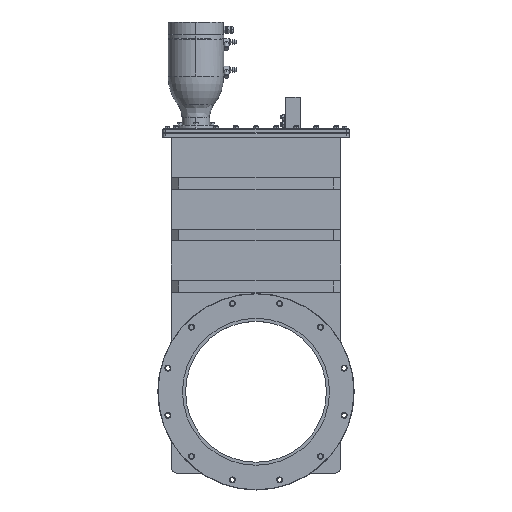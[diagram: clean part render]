
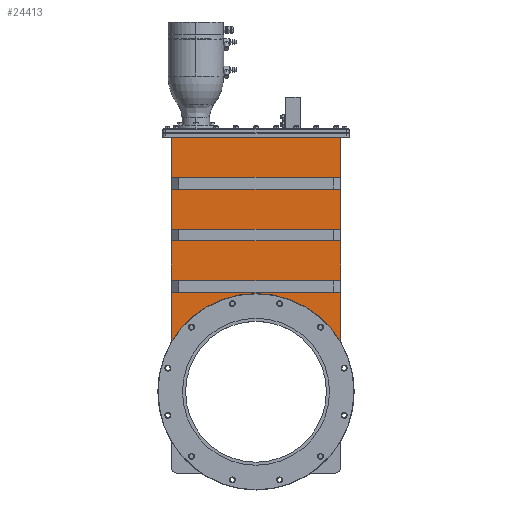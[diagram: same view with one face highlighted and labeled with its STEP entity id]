
A CAD part, top view. The second image highlights one B-rep face of the part: STEP entity #24413.
In plain terms, the highlighted planar face has unit normal (0, 0, 1).
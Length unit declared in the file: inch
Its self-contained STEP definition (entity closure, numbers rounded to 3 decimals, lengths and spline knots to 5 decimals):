
#427 = CARTESIAN_POINT ( 'NONE',  ( 7.182, 13.865, 0.827 ) ) ;
#428 = CARTESIAN_POINT ( 'NONE',  ( -7.182, 13.865, 0.827 ) ) ;
#429 = DIRECTION ( 'NONE',  ( 1., 0., 0. ) ) ;
#430 = VECTOR ( 'NONE', #429, 39.37008 ) ;
#431 = CARTESIAN_POINT ( 'NONE',  ( 0., 13.865, 0.827 ) ) ;
#432 = LINE ( 'NONE', #431, #430 ) ;
#554 = DIRECTION ( 'NONE',  ( 0., 1., 0. ) ) ;
#555 = VECTOR ( 'NONE', #554, 39.37008 ) ;
#556 = CARTESIAN_POINT ( 'NONE',  ( -7.182, 0., 0.827 ) ) ;
#557 = LINE ( 'NONE', #556, #555 ) ;
#558 = DIRECTION ( 'NONE',  ( 1., 0., 0. ) ) ;
#559 = DIRECTION ( 'NONE',  ( 0., 0., 1. ) ) ;
#560 = CARTESIAN_POINT ( 'NONE',  ( 0., 0., 0.827 ) ) ;
#561 = AXIS2_PLACEMENT_3D ( 'NONE', #560, #559, #558 ) ;
#562 = PLANE ( 'NONE',  #561 ) ;
#564 = FACE_OUTER_BOUND ( 'NONE', #24396, .T. ) ;
#565 = FACE_BOUND ( 'NONE', #24404, .T. ) ;
#566 = FACE_BOUND ( 'NONE', #24409, .T. ) ;
#567 = FACE_BOUND ( 'NONE', #24415, .T. ) ;
#591 = CARTESIAN_POINT ( 'NONE',  ( -7.182, 18.265, 0.827 ) ) ;
#592 = DIRECTION ( 'NONE',  ( 1., 0., 0. ) ) ;
#593 = VECTOR ( 'NONE', #592, 39.37008 ) ;
#594 = CARTESIAN_POINT ( 'NONE',  ( 0., 18.265, 0.827 ) ) ;
#595 = LINE ( 'NONE', #594, #593 ) ;
#601 = DIRECTION ( 'NONE',  ( -1., 0., 0. ) ) ;
#602 = VECTOR ( 'NONE', #601, 39.37008 ) ;
#603 = CARTESIAN_POINT ( 'NONE',  ( 0., 17.265, 0.827 ) ) ;
#604 = LINE ( 'NONE', #603, #602 ) ;
#609 = CARTESIAN_POINT ( 'NONE',  ( -7.182, 17.265, 0.827 ) ) ;
#681 = CARTESIAN_POINT ( 'NONE',  ( 7.182, 18.265, 0.827 ) ) ;
#763 = CARTESIAN_POINT ( 'NONE',  ( 7.182, 17.265, 0.827 ) ) ;
#768 = DIRECTION ( 'NONE',  ( 0., -1., 0. ) ) ;
#769 = VECTOR ( 'NONE', #768, 39.37008 ) ;
#770 = CARTESIAN_POINT ( 'NONE',  ( 7.182, 0., 0.827 ) ) ;
#771 = LINE ( 'NONE', #770, #769 ) ;
#879 = CARTESIAN_POINT ( 'NONE',  ( -7.182, 12.865, 0.827 ) ) ;
#1059 = DIRECTION ( 'NONE',  ( -1., 0., 0. ) ) ;
#1060 = VECTOR ( 'NONE', #1059, 39.37008 ) ;
#1061 = CARTESIAN_POINT ( 'NONE',  ( 0., 12.865, 0.827 ) ) ;
#1062 = LINE ( 'NONE', #1061, #1060 ) ;
#1091 = DIRECTION ( 'NONE',  ( 0., 1., 0. ) ) ;
#1092 = VECTOR ( 'NONE', #1091, 39.37008 ) ;
#1093 = CARTESIAN_POINT ( 'NONE',  ( -7.182, 0., 0.827 ) ) ;
#1094 = LINE ( 'NONE', #1093, #1092 ) ;
#1101 = DIRECTION ( 'NONE',  ( -1., 0., 0. ) ) ;
#1102 = VECTOR ( 'NONE', #1101, 39.37008 ) ;
#1103 = CARTESIAN_POINT ( 'NONE',  ( 0., 8.465, 0.827 ) ) ;
#1104 = LINE ( 'NONE', #1103, #1102 ) ;
#1109 = CARTESIAN_POINT ( 'NONE',  ( 7.182, 8.465, 0.827 ) ) ;
#1121 = DIRECTION ( 'NONE',  ( 0., -1., 0. ) ) ;
#1122 = VECTOR ( 'NONE', #1121, 39.37008 ) ;
#1123 = CARTESIAN_POINT ( 'NONE',  ( 7.182, 0., 0.827 ) ) ;
#1124 = LINE ( 'NONE', #1123, #1122 ) ;
#1216 = CARTESIAN_POINT ( 'NONE',  ( 0., 8.345, 0.827 ) ) ;
#1244 = DIRECTION ( 'NONE',  ( 1., 0., 0. ) ) ;
#1245 = VECTOR ( 'NONE', #1244, 39.37008 ) ;
#1246 = CARTESIAN_POINT ( 'NONE',  ( 0., 9.465, 0.827 ) ) ;
#1247 = LINE ( 'NONE', #1246, #1245 ) ;
#1248 = CARTESIAN_POINT ( 'NONE',  ( 7.182, 9.465, 0.827 ) ) ;
#1249 = CARTESIAN_POINT ( 'NONE',  ( -7.182, 9.465, 0.827 ) ) ;
#1396 = DIRECTION ( 'NONE',  ( 0., 1., 0. ) ) ;
#1397 = VECTOR ( 'NONE', #1396, 39.37008 ) ;
#1398 = CARTESIAN_POINT ( 'NONE',  ( 7.202, 0., 0.827 ) ) ;
#1399 = LINE ( 'NONE', #1398, #1397 ) ;
#1443 = DIRECTION ( 'NONE',  ( 1., 0., 0. ) ) ;
#1444 = DIRECTION ( 'NONE',  ( 0., 0., -1. ) ) ;
#1445 = CARTESIAN_POINT ( 'NONE',  ( 0., 0., 0.827 ) ) ;
#1446 = AXIS2_PLACEMENT_3D ( 'NONE', #1445, #1444, #1443 ) ;
#1447 = CIRCLE ( 'NONE', #1446, 8.345 ) ;
#1499 = DIRECTION ( 'NONE',  ( 1., 0., 0. ) ) ;
#1500 = DIRECTION ( 'NONE',  ( 0., 0., -1. ) ) ;
#1501 = CARTESIAN_POINT ( 'NONE',  ( 0., 0., 0.827 ) ) ;
#1502 = AXIS2_PLACEMENT_3D ( 'NONE', #1501, #1500, #1499 ) ;
#1503 = CIRCLE ( 'NONE', #1502, 8.345 ) ;
#4115 = CARTESIAN_POINT ( 'NONE',  ( 7.202, 4.21547, 0.827 ) ) ;
#10190 = DIRECTION ( 'NONE',  ( -1., 0., 0. ) ) ;
#10191 = VECTOR ( 'NONE', #10190, 39.37008 ) ;
#10192 = CARTESIAN_POINT ( 'NONE',  ( 0., 21.667, 0.827 ) ) ;
#10193 = LINE ( 'NONE', #10192, #10191 ) ;
#10204 = CARTESIAN_POINT ( 'NONE',  ( 7.202, 21.667, 0.827 ) ) ;
#10221 = DIRECTION ( 'NONE',  ( 0., -1., 0. ) ) ;
#10222 = VECTOR ( 'NONE', #10221, 39.37008 ) ;
#10223 = CARTESIAN_POINT ( 'NONE',  ( -7.202, 0., 0.827 ) ) ;
#10224 = LINE ( 'NONE', #10223, #10222 ) ;
#10240 = CARTESIAN_POINT ( 'NONE',  ( -7.202, 21.667, 0.827 ) ) ;
#10611 = DIRECTION ( 'NONE',  ( 0., -1., 0. ) ) ;
#10612 = VECTOR ( 'NONE', #10611, 39.37008 ) ;
#10613 = CARTESIAN_POINT ( 'NONE',  ( 7.182, 0., 0.827 ) ) ;
#10618 = LINE ( 'NONE', #10613, #10612 ) ;
#10620 = CARTESIAN_POINT ( 'NONE',  ( 7.182, 12.865, 0.827 ) ) ;
#10648 = DIRECTION ( 'NONE',  ( 0., 1., 0. ) ) ;
#10649 = VECTOR ( 'NONE', #10648, 39.37008 ) ;
#10650 = CARTESIAN_POINT ( 'NONE',  ( -7.182, 0., 0.827 ) ) ;
#10651 = LINE ( 'NONE', #10650, #10649 ) ;
#10768 = CARTESIAN_POINT ( 'NONE',  ( -7.182, 8.465, 0.827 ) ) ;
#15147 = CARTESIAN_POINT ( 'NONE',  ( -7.202, 4.21547, 0.827 ) ) ;
#19108 = VERTEX_POINT ( 'NONE', #15147 ) ;
#20879 = ORIENTED_EDGE ( 'NONE', *, *, #24940, .T. ) ;
#20880 = ORIENTED_EDGE ( 'NONE', *, *, #23981, .T. ) ;
#20881 = ORIENTED_EDGE ( 'NONE', *, *, #24013, .T. ) ;
#20882 = ORIENTED_EDGE ( 'NONE', *, *, #24993, .T. ) ;
#23976 = VERTEX_POINT ( 'NONE', #10204 ) ;
#23981 = EDGE_CURVE ( 'NONE', #23976, #24052, #10193, .T. ) ;
#24013 = EDGE_CURVE ( 'NONE', #24052, #19108, #10224, .T. ) ;
#24052 = VERTEX_POINT ( 'NONE', #10240 ) ;
#24217 = VERTEX_POINT ( 'NONE', #10620 ) ;
#24220 = EDGE_CURVE ( 'NONE', #24330, #24217, #10618, .T. ) ;
#24236 = EDGE_CURVE ( 'NONE', #24577, #24329, #10651, .T. ) ;
#24280 = VERTEX_POINT ( 'NONE', #10768 ) ;
#24328 = EDGE_CURVE ( 'NONE', #24329, #24330, #432, .T. ) ;
#24329 = VERTEX_POINT ( 'NONE', #428 ) ;
#24330 = VERTEX_POINT ( 'NONE', #427 ) ;
#24396 = EDGE_LOOP ( 'NONE', ( #24397, #20879, #20880, #20881, #20882 ) ) ;
#24397 = ORIENTED_EDGE ( 'NONE', *, *, #24952, .T. ) ;
#24398 = ORIENTED_EDGE ( 'NONE', *, *, #24668, .T. ) ;
#24399 = ORIENTED_EDGE ( 'NONE', *, *, #24822, .T. ) ;
#24401 = ORIENTED_EDGE ( 'NONE', *, *, #24690, .T. ) ;
#24402 = ORIENTED_EDGE ( 'NONE', *, *, #24684, .T. ) ;
#24403 = ORIENTED_EDGE ( 'NONE', *, *, #24236, .T. ) ;
#24404 = EDGE_LOOP ( 'NONE', ( #24402, #24401, #24399, #24511 ) ) ;
#24406 = ORIENTED_EDGE ( 'NONE', *, *, #24328, .T. ) ;
#24407 = ORIENTED_EDGE ( 'NONE', *, *, #24220, .T. ) ;
#24408 = ORIENTED_EDGE ( 'NONE', *, *, #24439, .T. ) ;
#24409 = EDGE_LOOP ( 'NONE', ( #24398, #24403, #24406, #24407 ) ) ;
#24411 = ORIENTED_EDGE ( 'NONE', *, *, #24430, .T. ) ;
#24413 = ADVANCED_FACE ( 'NONE', ( #567, #566, #565, #564 ), #562, .T. ) ;
#24414 = EDGE_CURVE ( 'NONE', #24428, #24443, #557, .T. ) ;
#24415 = EDGE_LOOP ( 'NONE', ( #24411, #24417, #24408, #24419 ) ) ;
#24417 = ORIENTED_EDGE ( 'NONE', *, *, #24414, .T. ) ;
#24419 = ORIENTED_EDGE ( 'NONE', *, *, #24513, .T. ) ;
#24428 = VERTEX_POINT ( 'NONE', #609 ) ;
#24430 = EDGE_CURVE ( 'NONE', #24518, #24428, #604, .T. ) ;
#24439 = EDGE_CURVE ( 'NONE', #24443, #24465, #595, .T. ) ;
#24443 = VERTEX_POINT ( 'NONE', #591 ) ;
#24465 = VERTEX_POINT ( 'NONE', #681 ) ;
#24511 = ORIENTED_EDGE ( 'NONE', *, *, #24707, .T. ) ;
#24513 = EDGE_CURVE ( 'NONE', #24465, #24518, #771, .T. ) ;
#24518 = VERTEX_POINT ( 'NONE', #763 ) ;
#24577 = VERTEX_POINT ( 'NONE', #879 ) ;
#24668 = EDGE_CURVE ( 'NONE', #24217, #24577, #1062, .T. ) ;
#24684 = EDGE_CURVE ( 'NONE', #24717, #24280, #1104, .T. ) ;
#24690 = EDGE_CURVE ( 'NONE', #24280, #24817, #1094, .T. ) ;
#24707 = EDGE_CURVE ( 'NONE', #24820, #24717, #1124, .T. ) ;
#24717 = VERTEX_POINT ( 'NONE', #1109 ) ;
#24788 = VERTEX_POINT ( 'NONE', #1216 ) ;
#24817 = VERTEX_POINT ( 'NONE', #1249 ) ;
#24820 = VERTEX_POINT ( 'NONE', #1248 ) ;
#24822 = EDGE_CURVE ( 'NONE', #24817, #24820, #1247, .T. ) ;
#24940 = EDGE_CURVE ( 'NONE', #26355, #23976, #1399, .T. ) ;
#24952 = EDGE_CURVE ( 'NONE', #24788, #26355, #1447, .T. ) ;
#24993 = EDGE_CURVE ( 'NONE', #19108, #24788, #1503, .T. ) ;
#26355 = VERTEX_POINT ( 'NONE', #4115 ) ;
